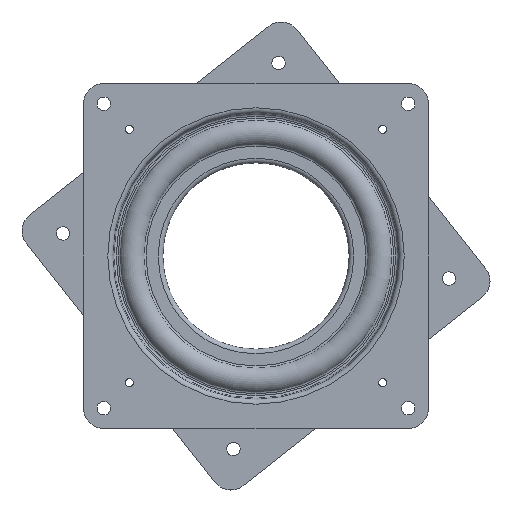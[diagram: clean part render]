
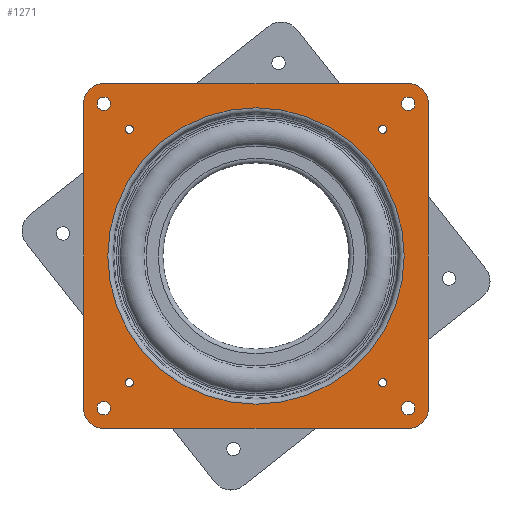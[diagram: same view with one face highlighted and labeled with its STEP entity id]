
A CAD part, front view. The second image highlights one B-rep face of the part: STEP entity #1271.
In plain terms, the highlighted face is planar.
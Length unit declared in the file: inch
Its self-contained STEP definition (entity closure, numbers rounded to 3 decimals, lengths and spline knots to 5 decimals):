
#176=LINE('',#2188,#208);
#177=LINE('',#2192,#209);
#178=LINE('',#2196,#210);
#179=LINE('',#2200,#211);
#208=VECTOR('',#1758,39.37008);
#209=VECTOR('',#1761,39.37008);
#210=VECTOR('',#1764,39.37008);
#211=VECTOR('',#1767,39.37008);
#242=PLANE('',#1469);
#323=FACE_BOUND('',#526,.T.);
#324=FACE_BOUND('',#527,.T.);
#325=FACE_BOUND('',#528,.T.);
#326=FACE_BOUND('',#529,.T.);
#327=FACE_BOUND('',#530,.T.);
#328=FACE_BOUND('',#531,.T.);
#329=FACE_BOUND('',#532,.T.);
#330=FACE_BOUND('',#533,.T.);
#331=FACE_BOUND('',#534,.T.);
#417=FACE_OUTER_BOUND('',#525,.T.);
#525=EDGE_LOOP('',(#1026,#1027,#1028,#1029,#1030,#1031,#1032,#1033));
#526=EDGE_LOOP('',(#1034));
#527=EDGE_LOOP('',(#1035));
#528=EDGE_LOOP('',(#1036));
#529=EDGE_LOOP('',(#1037));
#530=EDGE_LOOP('',(#1038));
#531=EDGE_LOOP('',(#1039));
#532=EDGE_LOOP('',(#1040));
#533=EDGE_LOOP('',(#1041));
#534=EDGE_LOOP('',(#1042));
#651=CIRCLE('',#1417,0.047);
#653=CIRCLE('',#1420,0.047);
#655=CIRCLE('',#1423,0.047);
#657=CIRCLE('',#1426,0.047);
#659=CIRCLE('',#1429,0.078);
#661=CIRCLE('',#1432,0.078);
#663=CIRCLE('',#1435,0.078);
#665=CIRCLE('',#1438,0.078);
#675=CIRCLE('',#1455,1.719);
#682=CIRCLE('',#1470,0.234);
#683=CIRCLE('',#1471,0.234);
#684=CIRCLE('',#1472,0.234);
#685=CIRCLE('',#1473,0.234);
#744=VERTEX_POINT('',#2102);
#746=VERTEX_POINT('',#2107);
#748=VERTEX_POINT('',#2112);
#750=VERTEX_POINT('',#2117);
#752=VERTEX_POINT('',#2122);
#754=VERTEX_POINT('',#2127);
#756=VERTEX_POINT('',#2132);
#758=VERTEX_POINT('',#2137);
#768=VERTEX_POINT('',#2164);
#775=VERTEX_POINT('',#2186);
#776=VERTEX_POINT('',#2187);
#777=VERTEX_POINT('',#2189);
#778=VERTEX_POINT('',#2191);
#779=VERTEX_POINT('',#2193);
#780=VERTEX_POINT('',#2195);
#781=VERTEX_POINT('',#2197);
#782=VERTEX_POINT('',#2199);
#854=EDGE_CURVE('',#744,#744,#651,.T.);
#856=EDGE_CURVE('',#746,#746,#653,.T.);
#858=EDGE_CURVE('',#748,#748,#655,.T.);
#860=EDGE_CURVE('',#750,#750,#657,.T.);
#862=EDGE_CURVE('',#752,#752,#659,.T.);
#864=EDGE_CURVE('',#754,#754,#661,.T.);
#866=EDGE_CURVE('',#756,#756,#663,.T.);
#868=EDGE_CURVE('',#758,#758,#665,.T.);
#878=EDGE_CURVE('',#768,#768,#675,.T.);
#885=EDGE_CURVE('',#775,#776,#176,.T.);
#886=EDGE_CURVE('',#775,#777,#682,.T.);
#887=EDGE_CURVE('',#778,#777,#177,.T.);
#888=EDGE_CURVE('',#778,#779,#683,.T.);
#889=EDGE_CURVE('',#780,#779,#178,.T.);
#890=EDGE_CURVE('',#780,#781,#684,.T.);
#891=EDGE_CURVE('',#782,#781,#179,.T.);
#892=EDGE_CURVE('',#782,#776,#685,.T.);
#1026=ORIENTED_EDGE('',*,*,#885,.F.);
#1027=ORIENTED_EDGE('',*,*,#886,.T.);
#1028=ORIENTED_EDGE('',*,*,#887,.F.);
#1029=ORIENTED_EDGE('',*,*,#888,.T.);
#1030=ORIENTED_EDGE('',*,*,#889,.F.);
#1031=ORIENTED_EDGE('',*,*,#890,.T.);
#1032=ORIENTED_EDGE('',*,*,#891,.F.);
#1033=ORIENTED_EDGE('',*,*,#892,.T.);
#1034=ORIENTED_EDGE('',*,*,#854,.F.);
#1035=ORIENTED_EDGE('',*,*,#856,.F.);
#1036=ORIENTED_EDGE('',*,*,#858,.F.);
#1037=ORIENTED_EDGE('',*,*,#860,.F.);
#1038=ORIENTED_EDGE('',*,*,#862,.F.);
#1039=ORIENTED_EDGE('',*,*,#864,.F.);
#1040=ORIENTED_EDGE('',*,*,#866,.F.);
#1041=ORIENTED_EDGE('',*,*,#868,.F.);
#1042=ORIENTED_EDGE('',*,*,#878,.T.);
#1271=ADVANCED_FACE('',(#417,#323,#324,#325,#326,#327,#328,#329,#330,#331),
#242,.T.);
#1417=AXIS2_PLACEMENT_3D('',#2103,#1652,#1653);
#1420=AXIS2_PLACEMENT_3D('',#2108,#1658,#1659);
#1423=AXIS2_PLACEMENT_3D('',#2113,#1664,#1665);
#1426=AXIS2_PLACEMENT_3D('',#2118,#1670,#1671);
#1429=AXIS2_PLACEMENT_3D('',#2123,#1676,#1677);
#1432=AXIS2_PLACEMENT_3D('',#2128,#1682,#1683);
#1435=AXIS2_PLACEMENT_3D('',#2133,#1688,#1689);
#1438=AXIS2_PLACEMENT_3D('',#2138,#1694,#1695);
#1455=AXIS2_PLACEMENT_3D('',#2165,#1728,#1729);
#1469=AXIS2_PLACEMENT_3D('',#2185,#1756,#1757);
#1470=AXIS2_PLACEMENT_3D('',#2190,#1759,#1760);
#1471=AXIS2_PLACEMENT_3D('',#2194,#1762,#1763);
#1472=AXIS2_PLACEMENT_3D('',#2198,#1765,#1766);
#1473=AXIS2_PLACEMENT_3D('',#2201,#1768,#1769);
#1652=DIRECTION('center_axis',(0.,1.,0.));
#1653=DIRECTION('ref_axis',(0.,0.,1.));
#1658=DIRECTION('center_axis',(0.,1.,0.));
#1659=DIRECTION('ref_axis',(0.,0.,1.));
#1664=DIRECTION('center_axis',(0.,1.,0.));
#1665=DIRECTION('ref_axis',(0.,0.,1.));
#1670=DIRECTION('center_axis',(0.,1.,0.));
#1671=DIRECTION('ref_axis',(0.,0.,1.));
#1676=DIRECTION('center_axis',(0.,1.,0.));
#1677=DIRECTION('ref_axis',(0.,0.,1.));
#1682=DIRECTION('center_axis',(0.,1.,0.));
#1683=DIRECTION('ref_axis',(0.,0.,1.));
#1688=DIRECTION('center_axis',(0.,1.,0.));
#1689=DIRECTION('ref_axis',(0.,0.,1.));
#1694=DIRECTION('center_axis',(0.,1.,0.));
#1695=DIRECTION('ref_axis',(0.,0.,1.));
#1728=DIRECTION('center_axis',(0.,-1.,0.));
#1729=DIRECTION('ref_axis',(0.,0.,-1.));
#1756=DIRECTION('center_axis',(0.,1.,0.));
#1757=DIRECTION('ref_axis',(0.,0.,1.));
#1758=DIRECTION('',(1.,0.,0.));
#1759=DIRECTION('center_axis',(0.,1.,0.));
#1760=DIRECTION('ref_axis',(0.,0.,1.));
#1761=DIRECTION('',(0.,0.,-1.));
#1762=DIRECTION('center_axis',(0.,1.,0.));
#1763=DIRECTION('ref_axis',(0.,0.,1.));
#1764=DIRECTION('',(-1.,0.,0.));
#1765=DIRECTION('center_axis',(0.,1.,0.));
#1766=DIRECTION('ref_axis',(0.,0.,1.));
#1767=DIRECTION('',(0.,0.,1.));
#1768=DIRECTION('center_axis',(0.,1.,0.));
#1769=DIRECTION('ref_axis',(0.,0.,1.));
#2102=CARTESIAN_POINT('',(1.469,0.119,-1.422));
#2103=CARTESIAN_POINT('Origin',(1.469,0.119,-1.469));
#2107=CARTESIAN_POINT('',(-1.469,0.119,-1.422));
#2108=CARTESIAN_POINT('Origin',(-1.469,0.119,-1.469));
#2112=CARTESIAN_POINT('',(-1.469,0.119,1.516));
#2113=CARTESIAN_POINT('Origin',(-1.469,0.119,1.469));
#2117=CARTESIAN_POINT('',(1.469,0.119,1.516));
#2118=CARTESIAN_POINT('Origin',(1.469,0.119,1.469));
#2122=CARTESIAN_POINT('',(1.7655,0.119,1.8435));
#2123=CARTESIAN_POINT('Origin',(1.7655,0.119,1.7655));
#2127=CARTESIAN_POINT('',(1.7655,0.119,-1.6875));
#2128=CARTESIAN_POINT('Origin',(1.7655,0.119,-1.7655));
#2132=CARTESIAN_POINT('',(-1.7655,0.119,1.8435));
#2133=CARTESIAN_POINT('Origin',(-1.7655,0.119,1.7655));
#2137=CARTESIAN_POINT('',(-1.7655,0.119,-1.6875));
#2138=CARTESIAN_POINT('Origin',(-1.7655,0.119,-1.7655));
#2164=CARTESIAN_POINT('',(0.,0.119,-1.719));
#2165=CARTESIAN_POINT('Origin',(0.,0.119,0.));
#2185=CARTESIAN_POINT('Origin',(1.719,0.119,0.));
#2186=CARTESIAN_POINT('',(-1.766,0.119,-2.));
#2187=CARTESIAN_POINT('',(1.766,0.119,-2.));
#2188=CARTESIAN_POINT('',(-2.,0.119,-2.));
#2189=CARTESIAN_POINT('',(-2.,0.119,-1.766));
#2190=CARTESIAN_POINT('Origin',(-1.766,0.119,-1.766));
#2191=CARTESIAN_POINT('',(-2.,0.119,1.766));
#2192=CARTESIAN_POINT('',(-2.,0.119,2.));
#2193=CARTESIAN_POINT('',(-1.766,0.119,2.));
#2194=CARTESIAN_POINT('Origin',(-1.766,0.119,1.766));
#2195=CARTESIAN_POINT('',(1.766,0.119,2.));
#2196=CARTESIAN_POINT('',(-2.,0.119,2.));
#2197=CARTESIAN_POINT('',(2.,0.119,1.766));
#2198=CARTESIAN_POINT('Origin',(1.766,0.119,1.766));
#2199=CARTESIAN_POINT('',(2.,0.119,-1.766));
#2200=CARTESIAN_POINT('',(2.,0.119,2.));
#2201=CARTESIAN_POINT('Origin',(1.766,0.119,-1.766));
